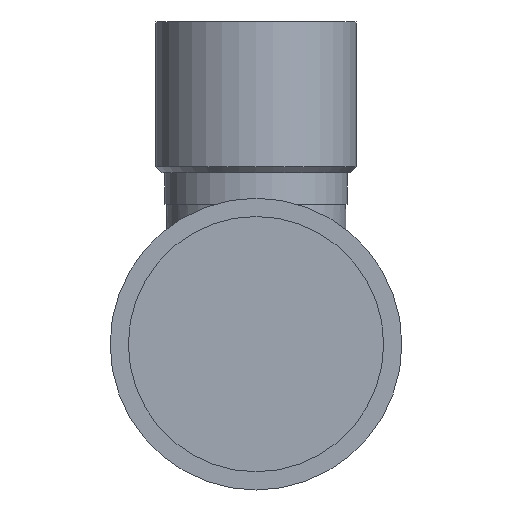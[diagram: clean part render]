
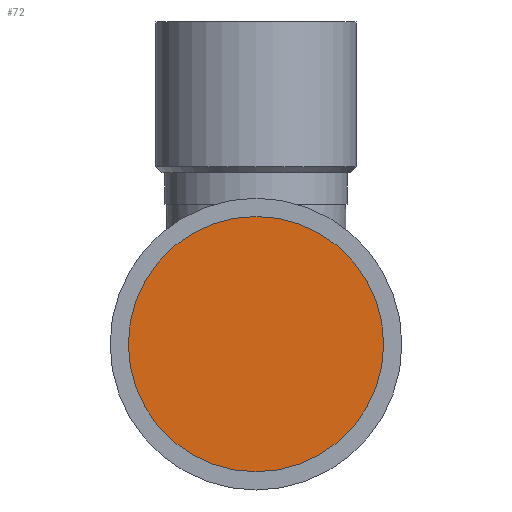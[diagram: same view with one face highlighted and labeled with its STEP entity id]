
A CAD part, front view. The second image highlights one B-rep face of the part: STEP entity #72.
In plain terms, the highlighted planar face has unit normal (0, -1, 0).
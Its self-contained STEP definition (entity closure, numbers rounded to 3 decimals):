
#72 = ADVANCED_FACE( '', ( #157 ), #158, .F. );
#157 = FACE_OUTER_BOUND( '', #242, .T. );
#158 = PLANE( '', #243 );
#242 = EDGE_LOOP( '', ( #349 ) );
#243 = AXIS2_PLACEMENT_3D( '', #350, #351, #352 );
#349 = ORIENTED_EDGE( '', *, *, #408, .F. );
#350 = CARTESIAN_POINT( '', ( 0., 30., 0. ) );
#351 = DIRECTION( '', ( 0., 1., 0. ) );
#352 = DIRECTION( '', ( 0., 0., 1. ) );
#408 = EDGE_CURVE( '', #462, #462, #463, .T. );
#462 = VERTEX_POINT( '', #623 );
#463 = CIRCLE( '', #624, 21. );
#623 = CARTESIAN_POINT( '', ( 21., 30., 0. ) );
#624 = AXIS2_PLACEMENT_3D( '', #682, #683, #684 );
#682 = CARTESIAN_POINT( '', ( 0., 30., 0. ) );
#683 = DIRECTION( '', ( 0., 1., 0. ) );
#684 = DIRECTION( '', ( 1., 0., 0. ) );
